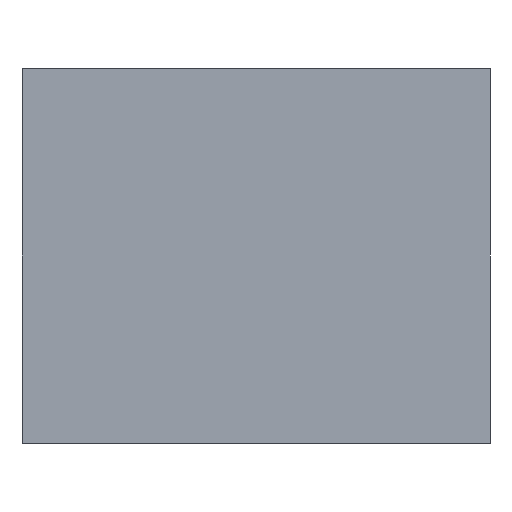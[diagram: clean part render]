
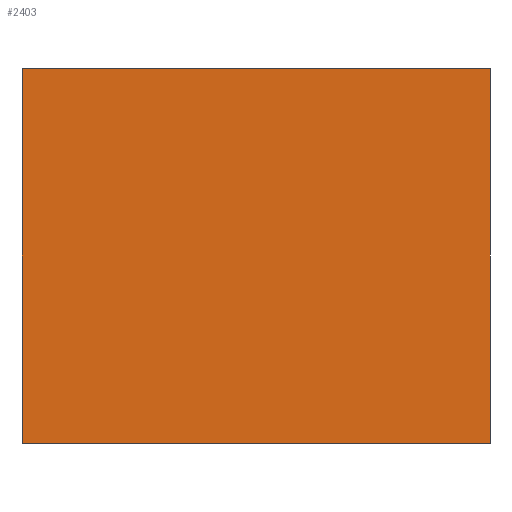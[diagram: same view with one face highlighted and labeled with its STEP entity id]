
A CAD part, front view. The second image highlights one B-rep face of the part: STEP entity #2403.
In plain terms, the highlighted planar face has unit normal (0, -1, 0).
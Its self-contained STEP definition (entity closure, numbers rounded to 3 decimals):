
#14 = DIRECTION ( 'NONE',  ( 1., 0., 0. ) ) ;
#37 = VERTEX_POINT ( 'NONE', #988 ) ;
#194 = DIRECTION ( 'NONE',  ( 0., 1., 0. ) ) ;
#320 = VECTOR ( 'NONE', #2224, 1000. ) ;
#477 = EDGE_CURVE ( 'NONE', #1485, #2303, #2405, .T. ) ;
#521 = EDGE_CURVE ( 'NONE', #1485, #37, #1181, .T. ) ;
#566 = CARTESIAN_POINT ( 'NONE',  ( 12.5, -22., 20. ) ) ;
#573 = EDGE_CURVE ( 'NONE', #2303, #1638, #1334, .T. ) ;
#656 = ORIENTED_EDGE ( 'NONE', *, *, #477, .T. ) ;
#743 = DIRECTION ( 'NONE',  ( -1., 0., 0. ) ) ;
#939 = AXIS2_PLACEMENT_3D ( 'NONE', #566, #194, #743 ) ;
#974 = DIRECTION ( 'NONE',  ( 0., 0., -1. ) ) ;
#988 = CARTESIAN_POINT ( 'NONE',  ( 12.5, -22., 20. ) ) ;
#1145 = CARTESIAN_POINT ( 'NONE',  ( 12.5, -22., 20. ) ) ;
#1181 = LINE ( 'NONE', #1145, #2163 ) ;
#1249 = CARTESIAN_POINT ( 'NONE',  ( -12.5, -22., 0. ) ) ;
#1325 = PLANE ( 'NONE',  #939 ) ;
#1334 = LINE ( 'NONE', #1930, #1696 ) ;
#1338 = CARTESIAN_POINT ( 'NONE',  ( -12.5, -22., 20. ) ) ;
#1368 = LINE ( 'NONE', #1875, #2154 ) ;
#1452 = CARTESIAN_POINT ( 'NONE',  ( 12.5, -22., 0. ) ) ;
#1480 = CARTESIAN_POINT ( 'NONE',  ( -12.5, -22., 20. ) ) ;
#1485 = VERTEX_POINT ( 'NONE', #1338 ) ;
#1554 = DIRECTION ( 'NONE',  ( 1., 0., 0. ) ) ;
#1638 = VERTEX_POINT ( 'NONE', #1452 ) ;
#1696 = VECTOR ( 'NONE', #14, 1000. ) ;
#1807 = EDGE_LOOP ( 'NONE', ( #1932, #2009, #2155, #656 ) ) ;
#1875 = CARTESIAN_POINT ( 'NONE',  ( 12.5, -22., 20. ) ) ;
#1880 = EDGE_CURVE ( 'NONE', #37, #1638, #1368, .T. ) ;
#1930 = CARTESIAN_POINT ( 'NONE',  ( 12.5, -22., 0. ) ) ;
#1932 = ORIENTED_EDGE ( 'NONE', *, *, #573, .T. ) ;
#2009 = ORIENTED_EDGE ( 'NONE', *, *, #1880, .F. ) ;
#2079 = FACE_OUTER_BOUND ( 'NONE', #1807, .T. ) ;
#2154 = VECTOR ( 'NONE', #974, 1000. ) ;
#2155 = ORIENTED_EDGE ( 'NONE', *, *, #521, .F. ) ;
#2163 = VECTOR ( 'NONE', #1554, 1000. ) ;
#2224 = DIRECTION ( 'NONE',  ( 0., 0., -1. ) ) ;
#2303 = VERTEX_POINT ( 'NONE', #1249 ) ;
#2403 = ADVANCED_FACE ( 'NONE', ( #2079 ), #1325, .F. ) ;
#2405 = LINE ( 'NONE', #1480, #320 ) ;
